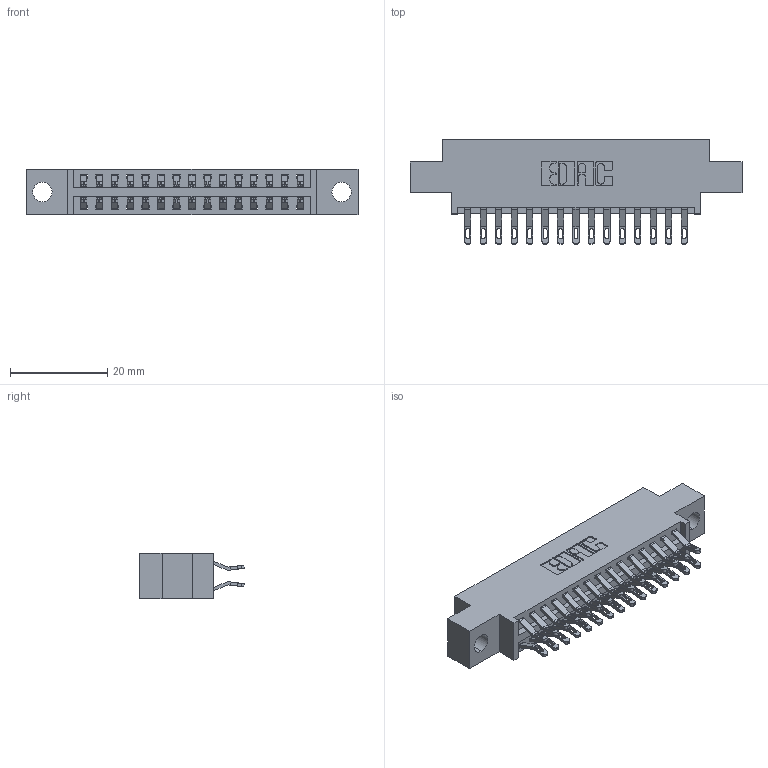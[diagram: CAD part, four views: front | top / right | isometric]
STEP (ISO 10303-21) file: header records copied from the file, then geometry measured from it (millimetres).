
FILE_DESCRIPTION (( 'STEP AP203' ), '1' );
FILE_NAME ('346-030-555-804.STEP', '2022-05-19T16:46:41', ( '' ), ( '' ), 'SwSTEP 2.0', 'SolidWorks 2020', '' );
FILE_SCHEMA (( 'CONFIG_CONTROL_DESIGN' ));
Length unit declared in the file: inch
Products named in the file (3): 345-292-001_555 Tail; 346 Part_0.170 Offset - 0.156 Dia-TH; 346-030-555-804
Assembly tree (31 placements, depth 2):
  346-030-555-804
    346 Part_0.170 Offset - 0.156 Dia-TH
    345-292-001_555 Tail  x30
Bounding box: 68.2 x 21.46 x 9.4 mm (x, y, z)
Volume: 6267 mm3; surface area: 8527.7 mm2
Topology: 31 solids, 31 shells, 1880 faces, 5867 edges, 3910 vertices
Faces by surface type: plane 1084, cylinder 796
Entity records: 14301 total; most frequent: CARTESIAN_POINT 2436, ORIENTED_EDGE 2338, DIRECTION 2165, EDGE_CURVE 1169, VECTOR 957, LINE 957, VERTEX_POINT 778, AXIS2_PLACEMENT_3D 604
